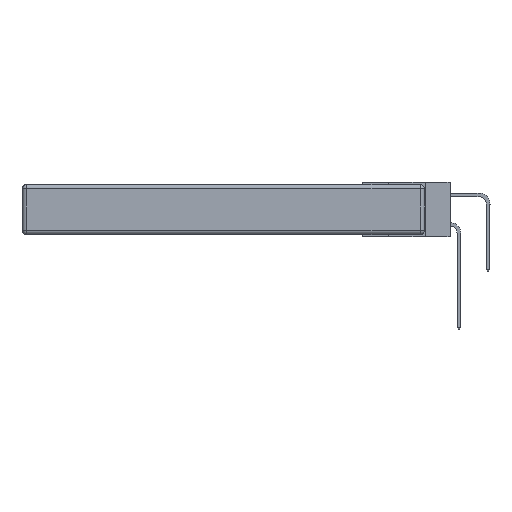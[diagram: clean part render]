
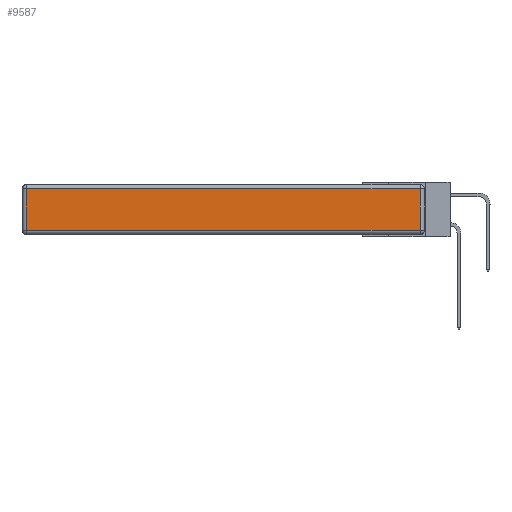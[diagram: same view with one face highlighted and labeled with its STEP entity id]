
A CAD part, left-side view. The second image highlights one B-rep face of the part: STEP entity #9587.
In plain terms, the highlighted planar face has unit normal (-1, 0, 0).
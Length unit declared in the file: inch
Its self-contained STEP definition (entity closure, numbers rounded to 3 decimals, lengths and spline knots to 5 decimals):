
#95 = VERTEX_POINT ( 'NONE', #8673 ) ;
#243 = VECTOR ( 'NONE', #2128, 39.37008 ) ;
#828 = EDGE_CURVE ( 'NONE', #15268, #95, #1589, .T. ) ;
#837 = LINE ( 'NONE', #15136, #17327 ) ;
#1192 = CARTESIAN_POINT ( 'NONE',  ( 0., 0.03, -0.313 ) ) ;
#1502 = EDGE_CURVE ( 'NONE', #95, #11300, #13479, .T. ) ;
#1589 = LINE ( 'NONE', #12598, #243 ) ;
#2128 = DIRECTION ( 'NONE',  ( 0., 1., 0. ) ) ;
#3661 = DIRECTION ( 'NONE',  ( -1., 0., 0. ) ) ;
#4001 = DIRECTION ( 'NONE',  ( 0., -1., 0. ) ) ;
#4802 = VERTEX_POINT ( 'NONE', #1192 ) ;
#5368 = VECTOR ( 'NONE', #9573, 39.37008 ) ;
#6591 = CARTESIAN_POINT ( 'NONE',  ( 0., 0.03, -0.03 ) ) ;
#6820 = VECTOR ( 'NONE', #10379, 39.37008 ) ;
#7617 = CARTESIAN_POINT ( 'NONE',  ( 0., 2.72, -0.343 ) ) ;
#8358 = ORIENTED_EDGE ( 'NONE', *, *, #16569, .T. ) ;
#8673 = CARTESIAN_POINT ( 'NONE',  ( 0., 2.72, -0.03 ) ) ;
#8967 = ORIENTED_EDGE ( 'NONE', *, *, #828, .T. ) ;
#9573 = DIRECTION ( 'NONE',  ( 0., 0., -1. ) ) ;
#9587 = ADVANCED_FACE ( 'NONE', ( #15786 ), #15542, .T. ) ;
#9775 = CARTESIAN_POINT ( 'NONE',  ( 0., 2.72, -0.313 ) ) ;
#10379 = DIRECTION ( 'NONE',  ( 0., 0., 1. ) ) ;
#10557 = ORIENTED_EDGE ( 'NONE', *, *, #1502, .T. ) ;
#10657 = DIRECTION ( 'NONE',  ( 0., 0., 1. ) ) ;
#11300 = VERTEX_POINT ( 'NONE', #9775 ) ;
#11366 = AXIS2_PLACEMENT_3D ( 'NONE', #17110, #3661, #10657 ) ;
#12598 = CARTESIAN_POINT ( 'NONE',  ( 0., 2.75, -0.03 ) ) ;
#13479 = LINE ( 'NONE', #7617, #5368 ) ;
#13747 = EDGE_CURVE ( 'NONE', #4802, #15268, #14399, .T. ) ;
#14399 = LINE ( 'NONE', #20749, #6820 ) ;
#15136 = CARTESIAN_POINT ( 'NONE',  ( 0., 0., -0.313 ) ) ;
#15268 = VERTEX_POINT ( 'NONE', #6591 ) ;
#15542 = PLANE ( 'NONE',  #11366 ) ;
#15786 = FACE_OUTER_BOUND ( 'NONE', #18832, .T. ) ;
#16569 = EDGE_CURVE ( 'NONE', #11300, #4802, #837, .T. ) ;
#17110 = CARTESIAN_POINT ( 'NONE',  ( 0., 0., -0.343 ) ) ;
#17327 = VECTOR ( 'NONE', #4001, 39.37008 ) ;
#18832 = EDGE_LOOP ( 'NONE', ( #8358, #20435, #8967, #10557 ) ) ;
#20435 = ORIENTED_EDGE ( 'NONE', *, *, #13747, .T. ) ;
#20749 = CARTESIAN_POINT ( 'NONE',  ( 0., 0.03, -0.343 ) ) ;
